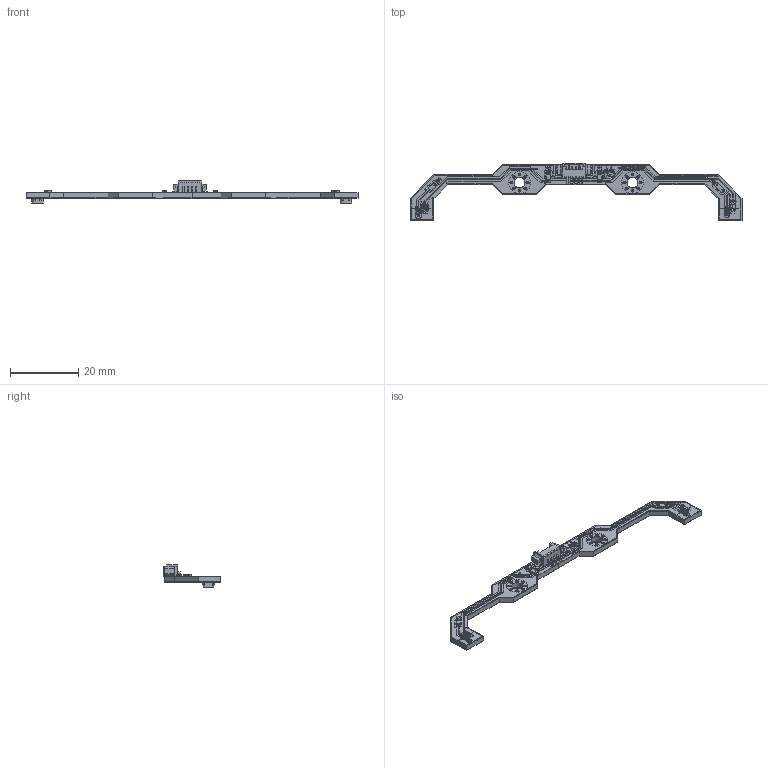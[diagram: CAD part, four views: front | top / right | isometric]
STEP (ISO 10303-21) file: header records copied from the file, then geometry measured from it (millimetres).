
FILE_DESCRIPTION(('KiCad electronic assembly'),'2;1');
FILE_NAME('QRE_MiniBoardV2.step','2025-03-31T02:59:37',('Pcbnew'),( 'Kicad'),'Open CASCADE STEP processor 7.8','KiCad to STEP converter' ,'Unknown');
FILE_SCHEMA(('AUTOMOTIVE_DESIGN { 1 0 10303 214 1 1 1 1 }'));
Length unit declared in the file: millimetre
Products named in the file (10): QRE_MiniBoardV2 1; R_0805_2012Metric; Molex_PicoBlade_53261-0471_1x04-1MP_P1.25mm_Horizontal; OnSemi_CASE100CY; QRE_MiniBoardV2_copper; QRE_MiniBoardV2_pad; QRE_MiniBoardV2_via; QRE_MiniBoardV2_silkscreen; QRE_MiniBoardV2_soldermask; QRE_MiniBoardV2_PCB
Assembly tree (13 placements, depth 2):
  QRE_MiniBoardV2 1
    R_0805_2012Metric  x4
    Molex_PicoBlade_53261-0471_1x04-1MP_P1.25mm_Horizontal
    OnSemi_CASE100CY  x2
    QRE_MiniBoardV2_copper
    QRE_MiniBoardV2_pad
    QRE_MiniBoardV2_via
    QRE_MiniBoardV2_silkscreen
    QRE_MiniBoardV2_soldermask
    QRE_MiniBoardV2_PCB
Bounding box: 97 x 16.7 x 6.53 mm (x, y, z)
Volume: 1039.6 mm3; surface area: 5037.7 mm2
Topology: 112 solids, 193 shells, 1904 faces, 6359 edges, 4791 vertices
Faces by surface type: plane 1371, cylinder 533
Full cylindrical faces by diameter (mm): 0.25 x19, 0.3 x30, 0.45 x80, 0.5 x64, 0.7 x8, 0.8 x32, 3.15 x6, 3.2 x8, 6.4 x4
Entity records: 69714 total; most frequent: CARTESIAN_POINT 12334, DIRECTION 10869, ORIENTED_EDGE 10287, EDGE_CURVE 5999, LINE 4683, VECTOR 4683, VERTEX_POINT 4558, AXIS2_PLACEMENT_3D 3093
